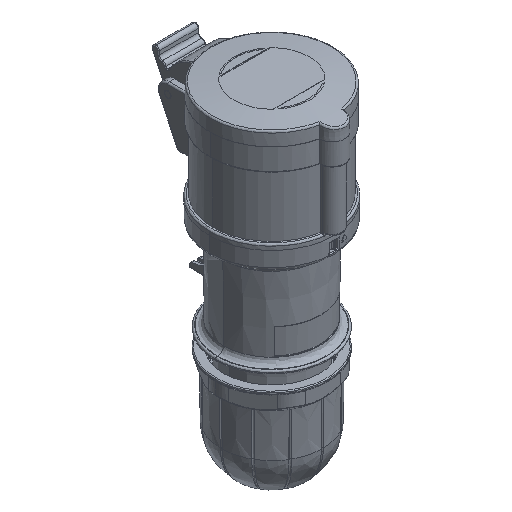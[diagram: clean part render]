
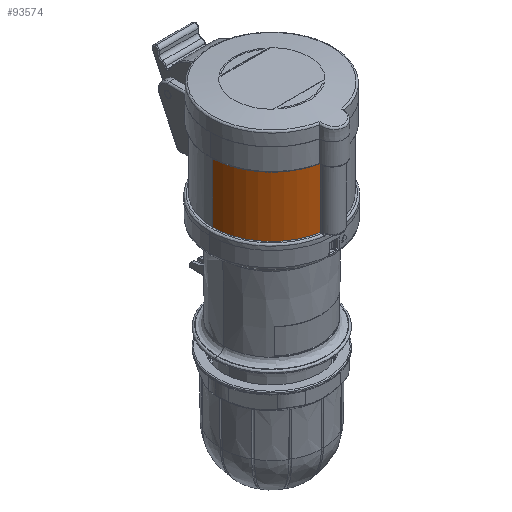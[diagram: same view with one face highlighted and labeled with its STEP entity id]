
A CAD part, isometric view. The second image highlights one B-rep face of the part: STEP entity #93574.
In plain terms, the highlighted cylindrical face has radius 34.5 mm (diameter 69 mm), a partial arc.
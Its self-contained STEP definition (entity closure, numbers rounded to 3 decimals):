
#2244 = ORIENTED_EDGE ( 'NONE', *, *, #80727, .T. ) ;
#10876 = CARTESIAN_POINT ( 'NONE',  ( 0., 0., 39.2 ) ) ;
#13815 = CIRCLE ( 'NONE', #88442, 34.5 ) ;
#14254 = EDGE_LOOP ( 'NONE', ( #41294, #150308, #152173, #2244 ) ) ;
#19628 = LINE ( 'NONE', #42463, #35920 ) ;
#25040 = CYLINDRICAL_SURFACE ( 'NONE', #48903, 34.5 ) ;
#27734 = DIRECTION ( 'NONE',  ( 0., 0., 1. ) ) ;
#30408 = EDGE_CURVE ( 'NONE', #164565, #80114, #126573, .T. ) ;
#35747 = DIRECTION ( 'NONE',  ( -1., 0., 0. ) ) ;
#35920 = VECTOR ( 'NONE', #27734, 1000. ) ;
#37119 = VECTOR ( 'NONE', #75837, 1000. ) ;
#39560 = EDGE_CURVE ( 'NONE', #80975, #164565, #13815, .T. ) ;
#41294 = ORIENTED_EDGE ( 'NONE', *, *, #39560, .T. ) ;
#42463 = CARTESIAN_POINT ( 'NONE',  ( -5.75, -34.017, 39.2 ) ) ;
#42883 = VERTEX_POINT ( 'NONE', #97287 ) ;
#48903 = AXIS2_PLACEMENT_3D ( 'NONE', #10876, #168125, #76684 ) ;
#52011 = CARTESIAN_POINT ( 'NONE',  ( -34.5, 0., 39.2 ) ) ;
#53514 = CARTESIAN_POINT ( 'NONE',  ( -34.5, 0., 3.2 ) ) ;
#57846 = CARTESIAN_POINT ( 'NONE',  ( 0., 0., 3.2 ) ) ;
#74298 = CARTESIAN_POINT ( 'NONE',  ( 0., 0., 39.2 ) ) ;
#75837 = DIRECTION ( 'NONE',  ( 0., 0., -1. ) ) ;
#76684 = DIRECTION ( 'NONE',  ( -1., 0., 0. ) ) ;
#80114 = VERTEX_POINT ( 'NONE', #53514 ) ;
#80727 = EDGE_CURVE ( 'NONE', #42883, #80975, #19628, .T. ) ;
#80975 = VERTEX_POINT ( 'NONE', #127592 ) ;
#88442 = AXIS2_PLACEMENT_3D ( 'NONE', #74298, #113545, #35747 ) ;
#93574 = ADVANCED_FACE ( 'NONE', ( #142982 ), #25040, .T. ) ;
#97287 = CARTESIAN_POINT ( 'NONE',  ( -5.75, -34.017, 3.2 ) ) ;
#113545 = DIRECTION ( 'NONE',  ( 0., 0., -1. ) ) ;
#122037 = CARTESIAN_POINT ( 'NONE',  ( -34.5, 0., 39.2 ) ) ;
#122596 = DIRECTION ( 'NONE',  ( 0., 0., 1. ) ) ;
#126515 = CIRCLE ( 'NONE', #143509, 34.5 ) ;
#126573 = LINE ( 'NONE', #52011, #37119 ) ;
#127592 = CARTESIAN_POINT ( 'NONE',  ( -5.75, -34.017, 39.2 ) ) ;
#135608 = DIRECTION ( 'NONE',  ( -1., 0., 0. ) ) ;
#142982 = FACE_OUTER_BOUND ( 'NONE', #14254, .T. ) ;
#143509 = AXIS2_PLACEMENT_3D ( 'NONE', #57846, #122596, #135608 ) ;
#150308 = ORIENTED_EDGE ( 'NONE', *, *, #30408, .T. ) ;
#152173 = ORIENTED_EDGE ( 'NONE', *, *, #164446, .T. ) ;
#164446 = EDGE_CURVE ( 'NONE', #80114, #42883, #126515, .T. ) ;
#164565 = VERTEX_POINT ( 'NONE', #122037 ) ;
#168125 = DIRECTION ( 'NONE',  ( 0., 0., -1. ) ) ;
